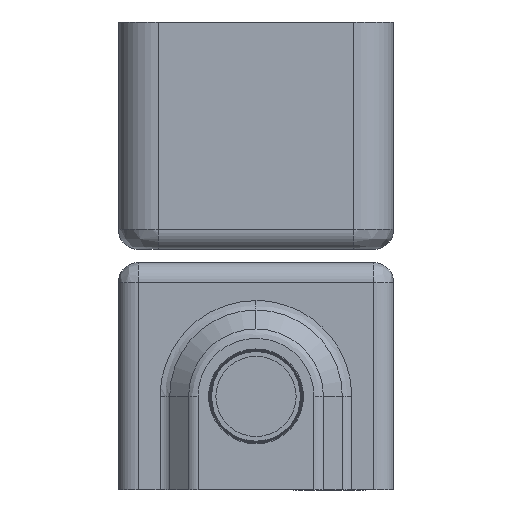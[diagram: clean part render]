
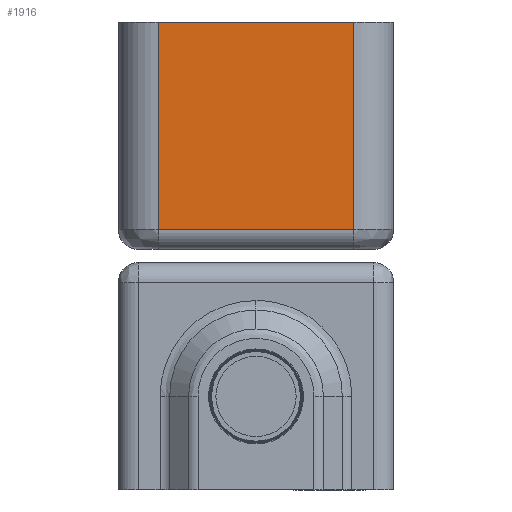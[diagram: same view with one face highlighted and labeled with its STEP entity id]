
A CAD part, front view. The second image highlights one B-rep face of the part: STEP entity #1916.
In plain terms, the highlighted planar face has unit normal (0, -1, 0).
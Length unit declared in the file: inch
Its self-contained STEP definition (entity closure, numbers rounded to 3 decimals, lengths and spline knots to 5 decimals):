
#98 = DIRECTION ( 'NONE',  ( 0., 0., 1. ) ) ;
#106 = VERTEX_POINT ( 'NONE', #3311 ) ;
#167 = CARTESIAN_POINT ( 'NONE',  ( -0.2874, -0.37402, 0.61024 ) ) ;
#236 = DIRECTION ( 'NONE',  ( 0., 0., -1. ) ) ;
#302 = EDGE_CURVE ( 'NONE', #525, #1048, #2916, .T. ) ;
#350 = CARTESIAN_POINT ( 'NONE',  ( -0.2874, -0.37402, 0. ) ) ;
#502 = CARTESIAN_POINT ( 'NONE',  ( -0.40551, -0.37402, 0.61024 ) ) ;
#525 = VERTEX_POINT ( 'NONE', #167 ) ;
#572 = DIRECTION ( 'NONE',  ( 0., 0., -1. ) ) ;
#675 = VECTOR ( 'NONE', #572, 39.37008 ) ;
#753 = LINE ( 'NONE', #871, #2399 ) ;
#763 = CARTESIAN_POINT ( 'NONE',  ( -0.40551, -0.37402, 0. ) ) ;
#871 = CARTESIAN_POINT ( 'NONE',  ( 0.2874, -0.37402, 0. ) ) ;
#1042 = CARTESIAN_POINT ( 'NONE',  ( 0.2874, -0.37402, 0.61024 ) ) ;
#1048 = VERTEX_POINT ( 'NONE', #1042 ) ;
#1059 = EDGE_CURVE ( 'NONE', #106, #1217, #2203, .T. ) ;
#1119 = VECTOR ( 'NONE', #2038, 39.37008 ) ;
#1217 = VERTEX_POINT ( 'NONE', #3238 ) ;
#1261 = DIRECTION ( 'NONE',  ( 0., -1., 0. ) ) ;
#1322 = ORIENTED_EDGE ( 'NONE', *, *, #2518, .T. ) ;
#1505 = VECTOR ( 'NONE', #3342, 39.37008 ) ;
#1551 = ORIENTED_EDGE ( 'NONE', *, *, #2053, .T. ) ;
#1631 = ORIENTED_EDGE ( 'NONE', *, *, #302, .F. ) ;
#1742 = PLANE ( 'NONE',  #2502 ) ;
#1916 = ADVANCED_FACE ( 'NONE', ( #3355 ), #1742, .T. ) ;
#2038 = DIRECTION ( 'NONE',  ( 1., 0., 0. ) ) ;
#2052 = CARTESIAN_POINT ( 'NONE',  ( -0.40551, -0.37402, 0. ) ) ;
#2053 = EDGE_CURVE ( 'NONE', #525, #106, #2737, .T. ) ;
#2203 = LINE ( 'NONE', #2052, #1505 ) ;
#2399 = VECTOR ( 'NONE', #98, 39.37008 ) ;
#2502 = AXIS2_PLACEMENT_3D ( 'NONE', #763, #1261, #236 ) ;
#2518 = EDGE_CURVE ( 'NONE', #1217, #1048, #753, .T. ) ;
#2711 = ORIENTED_EDGE ( 'NONE', *, *, #1059, .T. ) ;
#2737 = LINE ( 'NONE', #350, #675 ) ;
#2916 = LINE ( 'NONE', #502, #1119 ) ;
#2969 = EDGE_LOOP ( 'NONE', ( #1551, #2711, #1322, #1631 ) ) ;
#3238 = CARTESIAN_POINT ( 'NONE',  ( 0.2874, -0.37402, 0. ) ) ;
#3311 = CARTESIAN_POINT ( 'NONE',  ( -0.2874, -0.37402, 0. ) ) ;
#3342 = DIRECTION ( 'NONE',  ( 1., 0., 0. ) ) ;
#3355 = FACE_OUTER_BOUND ( 'NONE', #2969, .T. ) ;
